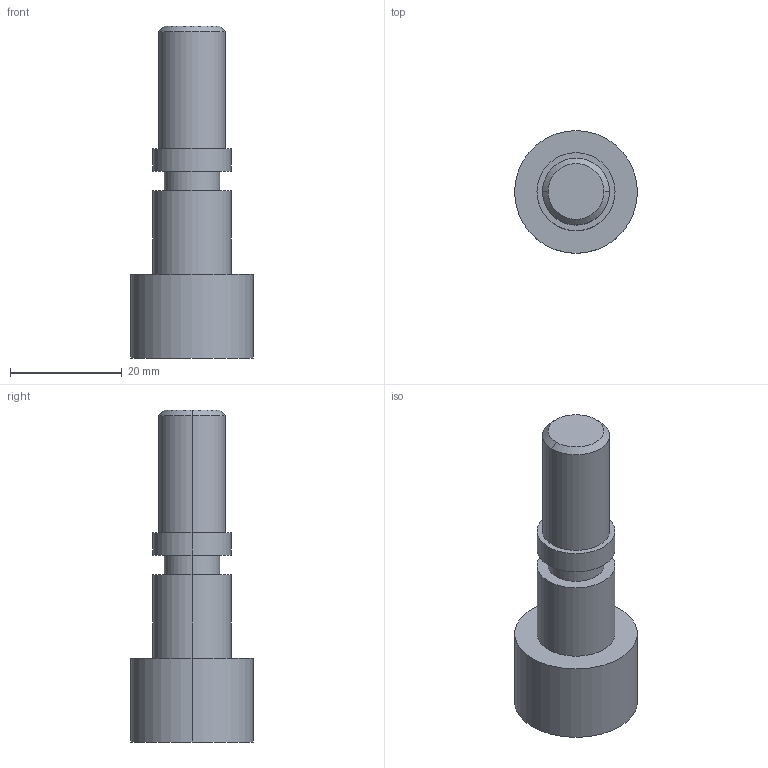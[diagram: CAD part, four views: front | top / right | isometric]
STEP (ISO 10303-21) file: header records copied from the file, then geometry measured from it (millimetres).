
FILE_DESCRIPTION (( 'STEP AP214' ), '1' );
FILE_NAME ('AXE CRABOT.STEP', '2021-04-09T00:55:13', ( ' GILLOU' ), ( 'SOCIETA' ), 'SwSTEP 2.0', 'SolidWorks 2003240', '' );
FILE_SCHEMA (( 'AUTOMOTIVE_DESIGN' ));
Length unit declared in the file: millimetre
Products named in the file (1): AXE CRABOT
Bounding box: 22 x 22 x 59.5 mm (x, y, z)
Volume: 11032.7 mm3; surface area: 3925.6 mm2
Topology: 1 solids, 1 shells, 21 faces, 40 edges, 26 vertices
Faces by surface type: cylinder 12, plane 7, cone 2
Entity records: 567 total; most frequent: DIRECTION 110, CARTESIAN_POINT 88, ORIENTED_EDGE 80, AXIS2_PLACEMENT_3D 48, EDGE_CURVE 40, VERTEX_POINT 26, EDGE_LOOP 26, CIRCLE 26
